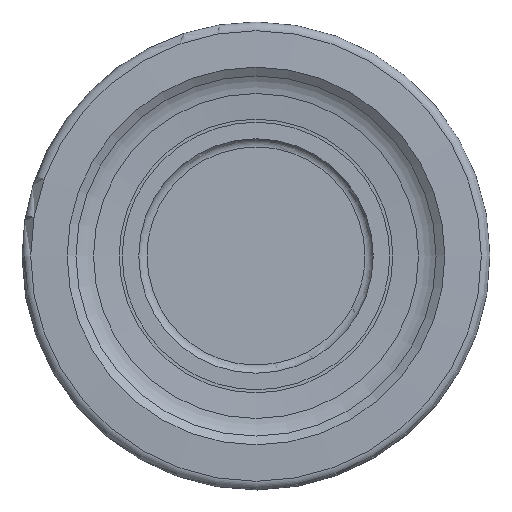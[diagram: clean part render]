
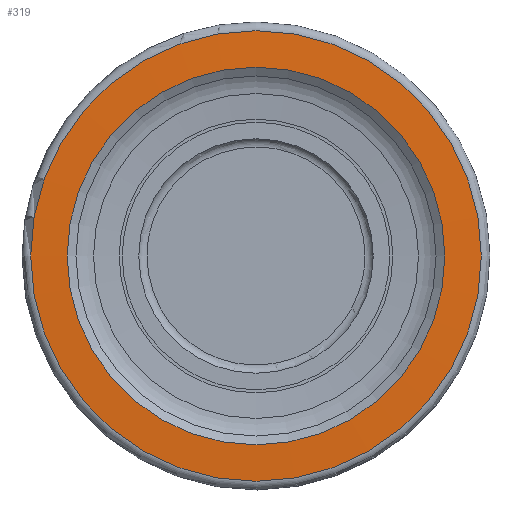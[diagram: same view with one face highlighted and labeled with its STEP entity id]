
A CAD part, front view. The second image highlights one B-rep face of the part: STEP entity #319.
In plain terms, the highlighted conical face has half-angle 88 degrees and reference radius 25.4 mm.
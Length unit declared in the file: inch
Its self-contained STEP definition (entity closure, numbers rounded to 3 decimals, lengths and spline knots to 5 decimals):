
#29=LINE('',#560,#35);
#35=VECTOR('',#448,1.);
#41=CONICAL_SURFACE('',#370,1.,1.536);
#49=FACE_OUTER_BOUND('',#67,.T.);
#67=EDGE_LOOP('',(#231,#232,#233,#234,#235,#236));
#89=CIRCLE('',#361,0.49179);
#90=CIRCLE('',#362,0.49179);
#96=CIRCLE('',#371,0.41226);
#97=CIRCLE('',#372,0.41226);
#127=VERTEX_POINT('',#544);
#128=VERTEX_POINT('',#545);
#131=VERTEX_POINT('',#559);
#132=VERTEX_POINT('',#561);
#163=EDGE_CURVE('',#127,#128,#89,.T.);
#164=EDGE_CURVE('',#128,#127,#90,.T.);
#171=EDGE_CURVE('',#128,#131,#29,.T.);
#172=EDGE_CURVE('',#131,#132,#96,.T.);
#173=EDGE_CURVE('',#132,#131,#97,.T.);
#231=ORIENTED_EDGE('',*,*,#163,.F.);
#232=ORIENTED_EDGE('',*,*,#164,.F.);
#233=ORIENTED_EDGE('',*,*,#171,.T.);
#234=ORIENTED_EDGE('',*,*,#172,.T.);
#235=ORIENTED_EDGE('',*,*,#173,.T.);
#236=ORIENTED_EDGE('',*,*,#171,.F.);
#319=ADVANCED_FACE('',(#49),#41,.T.);
#361=AXIS2_PLACEMENT_3D('',#546,#427,#428);
#362=AXIS2_PLACEMENT_3D('',#547,#429,#430);
#370=AXIS2_PLACEMENT_3D('',#558,#446,#447);
#371=AXIS2_PLACEMENT_3D('',#562,#449,#450);
#372=AXIS2_PLACEMENT_3D('',#563,#451,#452);
#427=DIRECTION('center_axis',(0.,1.,0.));
#428=DIRECTION('ref_axis',(1.,0.,0.007));
#429=DIRECTION('center_axis',(0.,1.,0.));
#430=DIRECTION('ref_axis',(1.,0.,0.007));
#446=DIRECTION('center_axis',(0.,1.,0.));
#447=DIRECTION('ref_axis',(0.,0.,1.));
#448=DIRECTION('',(0.,-0.035,0.999));
#449=DIRECTION('center_axis',(0.,1.,0.));
#450=DIRECTION('ref_axis',(1.,0.,0.));
#451=DIRECTION('center_axis',(0.,1.,0.));
#452=DIRECTION('ref_axis',(1.,0.,0.));
#544=CARTESIAN_POINT('',(0.,0.27883,0.49179));
#545=CARTESIAN_POINT('',(0.,0.27883,-0.49179));
#546=CARTESIAN_POINT('Origin',(0.,0.27883,0.));
#547=CARTESIAN_POINT('Origin',(0.,0.27883,0.));
#558=CARTESIAN_POINT('Origin',(0.,0.29658,0.));
#559=CARTESIAN_POINT('',(0.,0.27605,-0.41226));
#560=CARTESIAN_POINT('',(0.,0.29658,-1.));
#561=CARTESIAN_POINT('',(0.,0.27605,0.41226));
#562=CARTESIAN_POINT('Origin',(0.,0.27605,0.));
#563=CARTESIAN_POINT('Origin',(0.,0.27605,0.));
